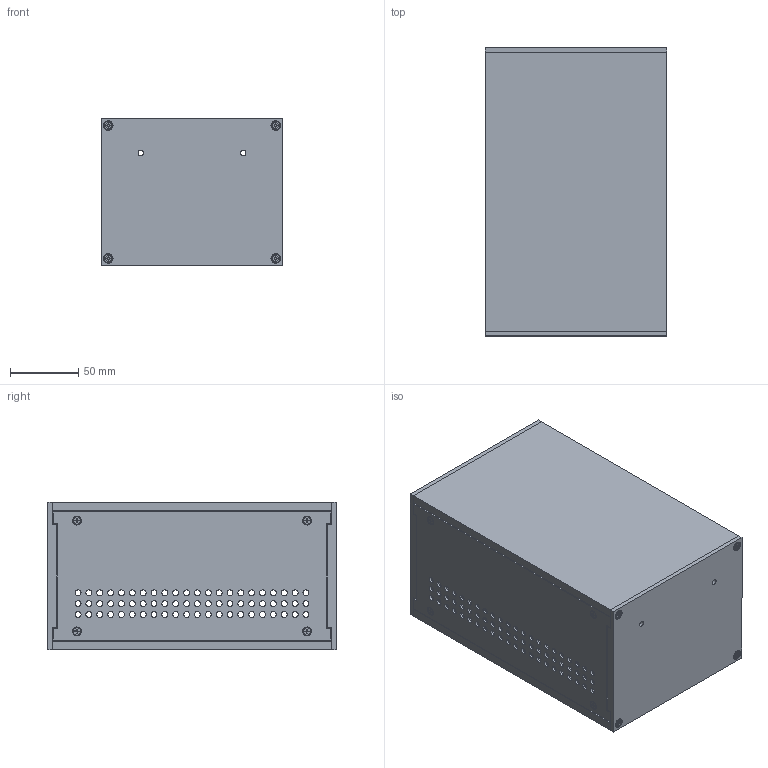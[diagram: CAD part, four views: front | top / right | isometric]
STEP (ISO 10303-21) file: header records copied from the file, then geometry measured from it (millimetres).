
FILE_DESCRIPTION (( 'STEP AP214' ), '1' );
FILE_NAME ('RM3U0804VBK.STEP', '2021-09-11T09:48:44', ( '' ), ( '' ), 'SwSTEP 2.0', 'SolidWorks 2021', '' );
FILE_SCHEMA (( 'AUTOMOTIVE_DESIGN' ));
Length unit declared in the file: inch
Products named in the file (1): RM3U0804VBK
Bounding box: 132.59 x 210.82 x 107.85 mm (x, y, z)
Volume: 376247.8 mm3; surface area: 292468.3 mm2
Topology: 30 solids, 30 shells, 936 faces, 2556 edges, 1688 vertices
Faces by surface type: plane 396, cylinder 252, cone 224, bspline 64
Full cylindrical faces by diameter (mm): 2.5 x8, 2.845 x8, 3.5 x8, 3.505 x8, 3.962 x4, 4 x8, 4.3 x16, 4.32 x132, 5.429 x8, 6.045 x8
Entity records: 43487 total; most frequent: CARTESIAN_POINT 8885, ORIENTED_EDGE 4456, DIRECTION 4094, EDGE_CURVE 2228, AXIS2_PLACEMENT_3D 1633, VERTEX_POINT 1624, EDGE_LOOP 1560, FACE_OUTER_BOUND 1144
